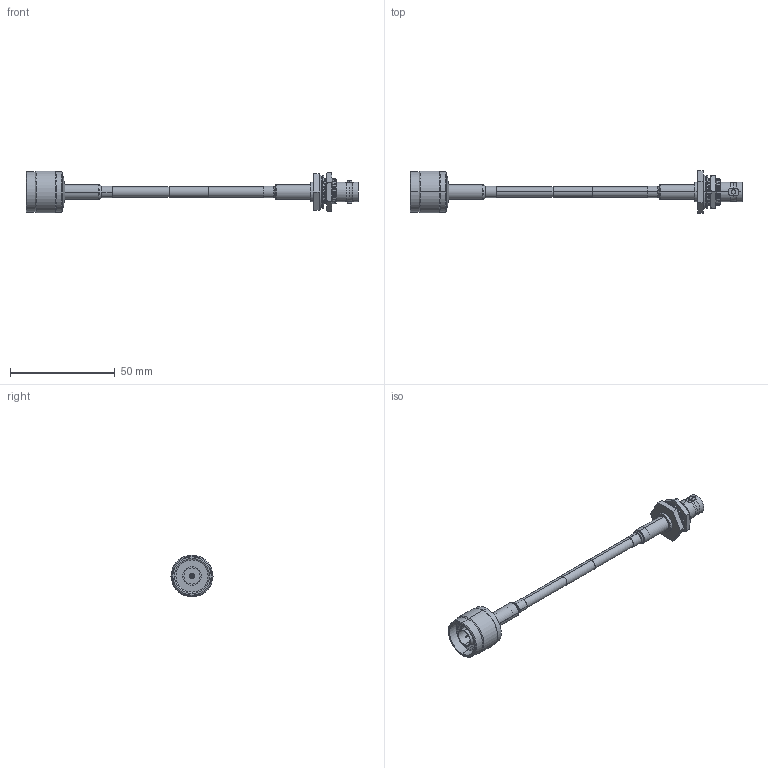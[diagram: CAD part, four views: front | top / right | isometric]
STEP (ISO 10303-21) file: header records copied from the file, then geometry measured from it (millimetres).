
FILE_DESCRIPTION (( 'STEP AP203' ), '1' );
FILE_NAME ('LCCA30678.STEP', '2020-09-25T06:09:08', ( '' ), ( '' ), 'SwSTEP 2.0', 'SolidWorks 2018', '' );
FILE_SCHEMA (( 'CONFIG_CONTROL_DESIGN' ));
Length unit declared in the file: inch
Products named in the file (15): RG58C-PROD; Part3^LCCA30678; BAC522; ANM-1700-MA1; BAC522-MA2; BAC522-MA4; ANM-1700-MA3; LCCA30678; ANM-1700_NO PIN; BAC522-MA3; ANM-1700; BAC522-MA1; ANM-1700-MA2; CA-195R-MA1_.195"x1"
Assembly tree (15 placements, depth 3):
  LCCA30678
    RG58C-PROD
    Part3^LCCA30678
    ANM-1700
      ANM-1700_NO PIN
      ANM-1700-MA2
      ANM-1700-MA1
      ANM-1700-MA3
    CA-195R-MA1_.195"x1"  x2
    BAC522
      BAC522
      BAC522-MA1
      BAC522-MA2
      BAC522-MA3
      BAC522-MA4
Bounding box: 158.84 x 20.21 x 20 mm (x, y, z)
Volume: 8683.9 mm3; surface area: 11444.2 mm2
Topology: 13 solids, 13 shells, 577 faces, 1359 edges, 865 vertices
Faces by surface type: plane 254, cylinder 144, cone 143, torus 22, bspline 12, sphere 2
Entity records: 18314 total; most frequent: CARTESIAN_POINT 3645, DIRECTION 2809, ORIENTED_EDGE 2626, EDGE_CURVE 1313, AXIS2_PLACEMENT_3D 1075, VERTEX_POINT 841, VECTOR 659, LINE 659
